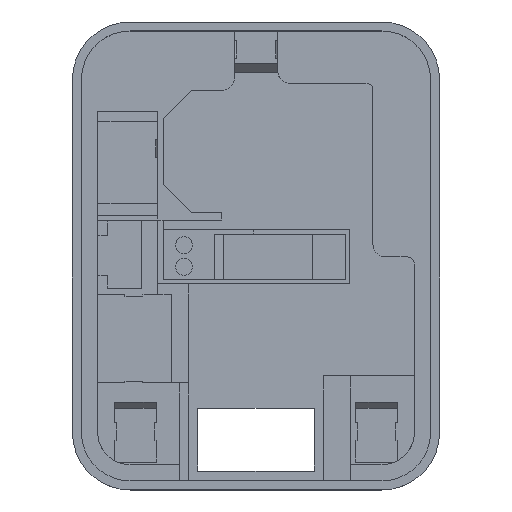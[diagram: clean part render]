
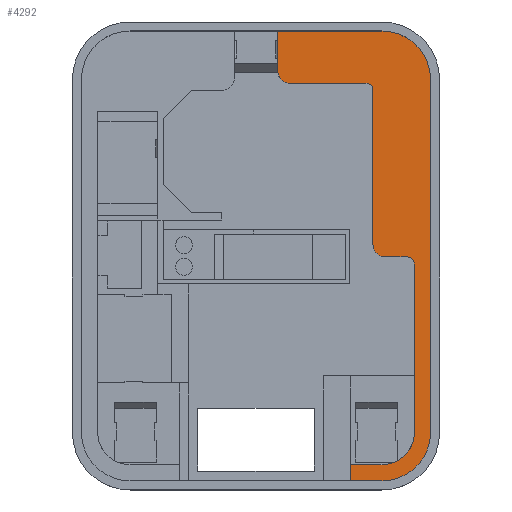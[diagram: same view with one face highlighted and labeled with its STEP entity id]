
A CAD part, top view. The second image highlights one B-rep face of the part: STEP entity #4292.
In plain terms, the highlighted planar face has unit normal (0, 0, 1).
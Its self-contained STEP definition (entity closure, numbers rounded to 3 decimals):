
#171=CIRCLE('',#4609,9.);
#173=CIRCLE('',#4614,13.5);
#175=CIRCLE('',#4617,13.5);
#176=CIRCLE('',#4619,3.5);
#177=CIRCLE('',#4620,2.);
#178=CIRCLE('',#4621,3.5);
#179=CIRCLE('',#4622,2.);
#330=FACE_OUTER_BOUND('',#579,.T.);
#579=EDGE_LOOP('',(#3334,#3335,#3336,#3337,#3338,#3339,#3340,#3341,#3342,
#3343,#3344,#3345,#3346,#3347,#3348,#3349,#3350));
#869=LINE('',#6350,#1375);
#891=LINE('',#6397,#1397);
#972=LINE('',#6642,#1478);
#995=LINE('',#6711,#1501);
#997=LINE('',#6722,#1503);
#998=LINE('',#6724,#1504);
#999=LINE('',#6728,#1505);
#1000=LINE('',#6732,#1506);
#1001=LINE('',#6736,#1507);
#1002=LINE('',#6739,#1508);
#1375=VECTOR('',#5055,10.);
#1397=VECTOR('',#5087,10.);
#1478=VECTOR('',#5342,10.);
#1501=VECTOR('',#5415,10.);
#1503=VECTOR('',#5431,10.);
#1504=VECTOR('',#5432,10.);
#1505=VECTOR('',#5435,10.);
#1506=VECTOR('',#5438,10.);
#1507=VECTOR('',#5441,10.);
#1508=VECTOR('',#5444,10.);
#1858=VERTEX_POINT('',#6339);
#1862=VERTEX_POINT('',#6349);
#1881=VERTEX_POINT('',#6394);
#1882=VERTEX_POINT('',#6396);
#1958=VERTEX_POINT('',#6639);
#1959=VERTEX_POINT('',#6641);
#1975=VERTEX_POINT('',#6696);
#1976=VERTEX_POINT('',#6698);
#1982=VERTEX_POINT('',#6715);
#1983=VERTEX_POINT('',#6723);
#1984=VERTEX_POINT('',#6725);
#1985=VERTEX_POINT('',#6727);
#1986=VERTEX_POINT('',#6729);
#1987=VERTEX_POINT('',#6731);
#1988=VERTEX_POINT('',#6733);
#1989=VERTEX_POINT('',#6735);
#1990=VERTEX_POINT('',#6737);
#2307=EDGE_CURVE('',#1862,#1858,#869,.T.);
#2331=EDGE_CURVE('',#1881,#1882,#891,.T.);
#2447=EDGE_CURVE('',#1958,#1959,#972,.T.);
#2476=EDGE_CURVE('',#1975,#1976,#171,.T.);
#2482=EDGE_CURVE('',#1975,#1862,#995,.F.);
#2484=EDGE_CURVE('',#1959,#1982,#173,.F.);
#2487=EDGE_CURVE('',#1882,#1958,#175,.F.);
#2488=EDGE_CURVE('',#1858,#1982,#997,.T.);
#2489=EDGE_CURVE('',#1983,#1881,#998,.F.);
#2490=EDGE_CURVE('',#1984,#1983,#176,.F.);
#2491=EDGE_CURVE('',#1985,#1984,#999,.F.);
#2492=EDGE_CURVE('',#1986,#1985,#177,.T.);
#2493=EDGE_CURVE('',#1986,#1987,#1000,.T.);
#2494=EDGE_CURVE('',#1988,#1987,#178,.F.);
#2495=EDGE_CURVE('',#1988,#1989,#1001,.T.);
#2496=EDGE_CURVE('',#1990,#1989,#179,.F.);
#2497=EDGE_CURVE('',#1990,#1976,#1002,.T.);
#3334=ORIENTED_EDGE('',*,*,#2307,.T.);
#3335=ORIENTED_EDGE('',*,*,#2488,.T.);
#3336=ORIENTED_EDGE('',*,*,#2484,.F.);
#3337=ORIENTED_EDGE('',*,*,#2447,.F.);
#3338=ORIENTED_EDGE('',*,*,#2487,.F.);
#3339=ORIENTED_EDGE('',*,*,#2331,.F.);
#3340=ORIENTED_EDGE('',*,*,#2489,.F.);
#3341=ORIENTED_EDGE('',*,*,#2490,.F.);
#3342=ORIENTED_EDGE('',*,*,#2491,.F.);
#3343=ORIENTED_EDGE('',*,*,#2492,.F.);
#3344=ORIENTED_EDGE('',*,*,#2493,.T.);
#3345=ORIENTED_EDGE('',*,*,#2494,.F.);
#3346=ORIENTED_EDGE('',*,*,#2495,.T.);
#3347=ORIENTED_EDGE('',*,*,#2496,.F.);
#3348=ORIENTED_EDGE('',*,*,#2497,.T.);
#3349=ORIENTED_EDGE('',*,*,#2476,.F.);
#3350=ORIENTED_EDGE('',*,*,#2482,.T.);
#4081=PLANE('',#4618);
#4292=ADVANCED_FACE('',(#330),#4081,.T.);
#4609=AXIS2_PLACEMENT_3D('',#6699,#5404,#5405);
#4614=AXIS2_PLACEMENT_3D('',#6716,#5420,#5421);
#4617=AXIS2_PLACEMENT_3D('',#6720,#5427,#5428);
#4618=AXIS2_PLACEMENT_3D('',#6721,#5429,#5430);
#4619=AXIS2_PLACEMENT_3D('',#6726,#5433,#5434);
#4620=AXIS2_PLACEMENT_3D('',#6730,#5436,#5437);
#4621=AXIS2_PLACEMENT_3D('',#6734,#5439,#5440);
#4622=AXIS2_PLACEMENT_3D('',#6738,#5442,#5443);
#5055=DIRECTION('',(0.,-1.,0.));
#5087=DIRECTION('',(1.,0.,0.));
#5342=DIRECTION('',(0.,-1.,0.));
#5404=DIRECTION('center_axis',(0.,0.,1.));
#5405=DIRECTION('ref_axis',(0.,-1.,0.));
#5415=DIRECTION('',(1.,0.,0.));
#5420=DIRECTION('center_axis',(0.,0.,1.));
#5421=DIRECTION('ref_axis',(1.,0.,0.));
#5427=DIRECTION('center_axis',(0.,0.,1.));
#5428=DIRECTION('ref_axis',(0.,1.,0.));
#5429=DIRECTION('center_axis',(0.,0.,1.));
#5430=DIRECTION('ref_axis',(1.,0.,0.));
#5431=DIRECTION('',(1.,0.,0.));
#5432=DIRECTION('',(0.,-1.,0.));
#5433=DIRECTION('center_axis',(0.,0.,1.));
#5434=DIRECTION('ref_axis',(-0.707,-0.707,0.));
#5435=DIRECTION('',(1.,0.,0.));
#5436=DIRECTION('center_axis',(0.,0.,1.));
#5437=DIRECTION('ref_axis',(0.707,0.707,0.));
#5438=DIRECTION('',(0.,-1.,0.));
#5439=DIRECTION('center_axis',(0.,0.,1.));
#5440=DIRECTION('ref_axis',(-0.707,-0.707,0.));
#5441=DIRECTION('',(1.,0.,0.));
#5442=DIRECTION('center_axis',(0.,0.,-1.));
#5443=DIRECTION('ref_axis',(0.707,0.707,0.));
#5444=DIRECTION('',(0.,-1.,0.));
#6339=CARTESIAN_POINT('',(26.125,-76.5,1.25));
#6349=CARTESIAN_POINT('',(26.125,-72.,1.25));
#6350=CARTESIAN_POINT('',(26.125,-61.9,1.25));
#6394=CARTESIAN_POINT('',(6.,48.5,1.25));
#6396=CARTESIAN_POINT('',(35.,48.5,1.25));
#6397=CARTESIAN_POINT('',(8.188,48.5,1.25));
#6639=CARTESIAN_POINT('',(48.5,35.,1.25));
#6641=CARTESIAN_POINT('',(48.5,-63.,1.25));
#6642=CARTESIAN_POINT('',(48.5,-50.063,1.25));
#6696=CARTESIAN_POINT('',(35.009,-72.,1.25));
#6698=CARTESIAN_POINT('',(44.009,-63.,1.25));
#6699=CARTESIAN_POINT('Origin',(35.009,-63.,1.25));
#6711=CARTESIAN_POINT('',(0.,-72.,1.25));
#6715=CARTESIAN_POINT('',(35.,-76.5,1.25));
#6716=CARTESIAN_POINT('Origin',(35.,-63.,1.25));
#6720=CARTESIAN_POINT('Origin',(35.,35.,1.25));
#6721=CARTESIAN_POINT('Origin',(-18.625,-76.5,1.25));
#6722=CARTESIAN_POINT('',(-26.813,-76.5,1.25));
#6723=CARTESIAN_POINT('',(6.,37.5,1.25));
#6724=CARTESIAN_POINT('',(6.,-19.5,1.25));
#6725=CARTESIAN_POINT('',(9.5,34.,1.25));
#6726=CARTESIAN_POINT('Origin',(9.5,37.5,1.25));
#6727=CARTESIAN_POINT('',(30.5,34.,1.25));
#6728=CARTESIAN_POINT('',(6.938,34.,1.25));
#6729=CARTESIAN_POINT('',(32.5,32.,1.25));
#6730=CARTESIAN_POINT('Origin',(30.5,32.,1.25));
#6731=CARTESIAN_POINT('',(32.5,-10.75,1.25));
#6732=CARTESIAN_POINT('',(32.5,-27.5,1.25));
#6733=CARTESIAN_POINT('',(36.,-14.25,1.25));
#6734=CARTESIAN_POINT('Origin',(36.,-10.75,1.25));
#6735=CARTESIAN_POINT('',(42.009,-14.25,1.25));
#6736=CARTESIAN_POINT('',(6.938,-14.25,1.25));
#6737=CARTESIAN_POINT('',(44.009,-16.25,1.25));
#6738=CARTESIAN_POINT('Origin',(42.009,-16.25,1.25));
#6739=CARTESIAN_POINT('',(44.009,-69.75,1.25));
